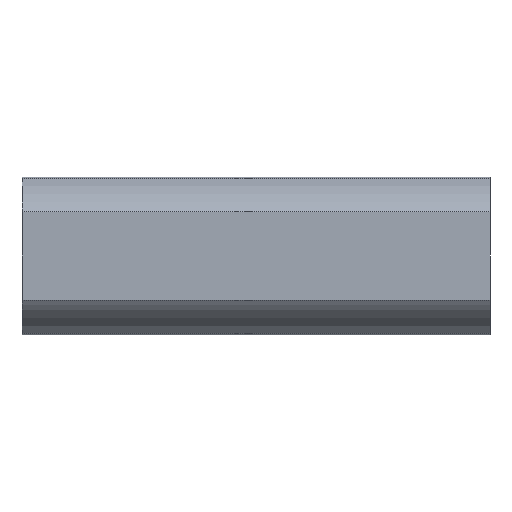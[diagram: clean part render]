
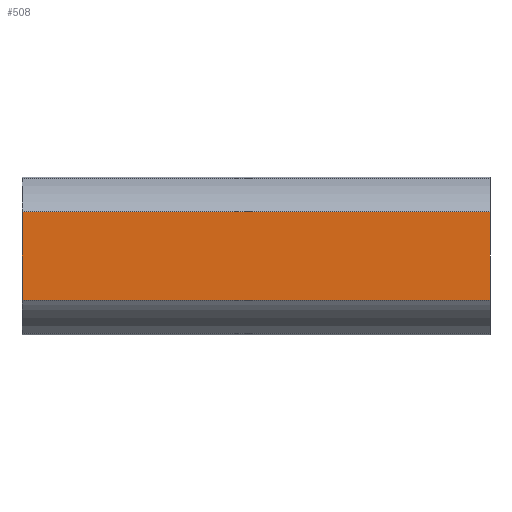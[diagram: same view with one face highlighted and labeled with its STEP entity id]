
A CAD part, front view. The second image highlights one B-rep face of the part: STEP entity #508.
In plain terms, the highlighted planar face has unit normal (0, -1, 0).
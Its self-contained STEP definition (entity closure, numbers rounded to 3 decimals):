
#63 = ORIENTED_EDGE ( 'NONE', *, *, #1188, .F. ) ;
#77 = CARTESIAN_POINT ( 'NONE',  ( -100., 12.631, 12.679 ) ) ;
#103 = CARTESIAN_POINT ( 'NONE',  ( -100., 12.631, -11.321 ) ) ;
#168 = PLANE ( 'NONE',  #1643 ) ;
#196 = VERTEX_POINT ( 'NONE', #1109 ) ;
#236 = FACE_OUTER_BOUND ( 'NONE', #844, .T. ) ;
#265 = DIRECTION ( 'NONE',  ( 0., 0., -1. ) ) ;
#276 = CARTESIAN_POINT ( 'NONE',  ( 0., 12.631, 0. ) ) ;
#356 = DIRECTION ( 'NONE',  ( 0., 0., -1. ) ) ;
#405 = VERTEX_POINT ( 'NONE', #1532 ) ;
#445 = EDGE_CURVE ( 'NONE', #1885, #1491, #1520, .T. ) ;
#508 = ADVANCED_FACE ( 'NONE', ( #236 ), #168, .T. ) ;
#536 = CARTESIAN_POINT ( 'NONE',  ( 0., 12.631, -11.321 ) ) ;
#601 = VECTOR ( 'NONE', #1665, 1000. ) ;
#644 = ORIENTED_EDGE ( 'NONE', *, *, #1747, .T. ) ;
#743 = DIRECTION ( 'NONE',  ( 1., 0., 0. ) ) ;
#823 = ORIENTED_EDGE ( 'NONE', *, *, #1579, .T. ) ;
#844 = EDGE_LOOP ( 'NONE', ( #1957, #63, #644, #823 ) ) ;
#965 = DIRECTION ( 'NONE',  ( 0., -1., 0. ) ) ;
#975 = LINE ( 'NONE', #1288, #1308 ) ;
#1008 = CARTESIAN_POINT ( 'NONE',  ( 0., 12.631, 12.679 ) ) ;
#1088 = CARTESIAN_POINT ( 'NONE',  ( -100., 12.631, 0. ) ) ;
#1109 = CARTESIAN_POINT ( 'NONE',  ( -100., 12.631, 12.679 ) ) ;
#1119 = DIRECTION ( 'NONE',  ( 0., 0., -1. ) ) ;
#1188 = EDGE_CURVE ( 'NONE', #196, #1885, #1660, .T. ) ;
#1288 = CARTESIAN_POINT ( 'NONE',  ( -100., 12.631, 0. ) ) ;
#1308 = VECTOR ( 'NONE', #356, 1000. ) ;
#1491 = VERTEX_POINT ( 'NONE', #536 ) ;
#1518 = LINE ( 'NONE', #103, #601 ) ;
#1520 = LINE ( 'NONE', #276, #1575 ) ;
#1532 = CARTESIAN_POINT ( 'NONE',  ( -100., 12.631, -11.321 ) ) ;
#1575 = VECTOR ( 'NONE', #265, 1000. ) ;
#1579 = EDGE_CURVE ( 'NONE', #405, #1491, #1518, .T. ) ;
#1643 = AXIS2_PLACEMENT_3D ( 'NONE', #1088, #965, #1119 ) ;
#1660 = LINE ( 'NONE', #77, #1687 ) ;
#1665 = DIRECTION ( 'NONE',  ( 1., 0., 0. ) ) ;
#1687 = VECTOR ( 'NONE', #743, 1000. ) ;
#1747 = EDGE_CURVE ( 'NONE', #196, #405, #975, .T. ) ;
#1885 = VERTEX_POINT ( 'NONE', #1008 ) ;
#1957 = ORIENTED_EDGE ( 'NONE', *, *, #445, .F. ) ;
